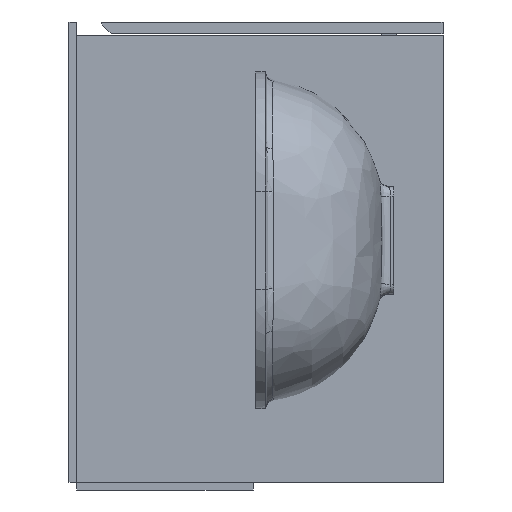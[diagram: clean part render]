
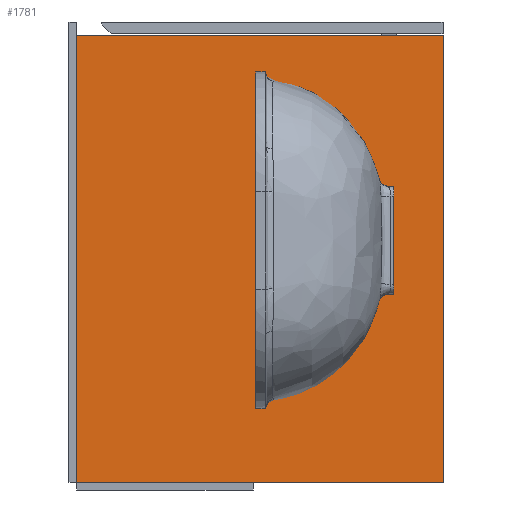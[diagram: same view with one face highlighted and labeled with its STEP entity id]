
A CAD part, left-side view. The second image highlights one B-rep face of the part: STEP entity #1781.
In plain terms, the highlighted planar face has unit normal (-1, 0, 0).
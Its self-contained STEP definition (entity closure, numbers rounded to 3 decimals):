
#232 = CARTESIAN_POINT ( 'NONE',  ( 2., 830.396, -470. ) ) ;
#1781 = ADVANCED_FACE ( 'NONE', ( #11554 ), #20618, .F. ) ;
#2793 = VECTOR ( 'NONE', #18029, 1000. ) ;
#2889 = LINE ( 'NONE', #11964, #15789 ) ;
#3348 = CARTESIAN_POINT ( 'NONE',  ( 2., 830.396, -14. ) ) ;
#3818 = CARTESIAN_POINT ( 'NONE',  ( 2., 374., -14. ) ) ;
#6758 = CARTESIAN_POINT ( 'NONE',  ( 2., 374., -470. ) ) ;
#7800 = CARTESIAN_POINT ( 'NONE',  ( 2., 0., -470. ) ) ;
#7984 = VECTOR ( 'NONE', #16874, 1000. ) ;
#8955 = CARTESIAN_POINT ( 'NONE',  ( 2., 830.396, -470. ) ) ;
#9313 = DIRECTION ( 'NONE',  ( 1., 0., 0. ) ) ;
#9647 = EDGE_CURVE ( 'NONE', #10089, #19742, #28168, .T. ) ;
#10089 = VERTEX_POINT ( 'NONE', #11639 ) ;
#11453 = EDGE_CURVE ( 'NONE', #18658, #10089, #29324, .T. ) ;
#11554 = FACE_OUTER_BOUND ( 'NONE', #17174, .T. ) ;
#11639 = CARTESIAN_POINT ( 'NONE',  ( 2., 0., -470. ) ) ;
#11964 = CARTESIAN_POINT ( 'NONE',  ( 2., 374., -470. ) ) ;
#12428 = DIRECTION ( 'NONE',  ( 0., -1., 0. ) ) ;
#14211 = VERTEX_POINT ( 'NONE', #3818 ) ;
#15186 = ORIENTED_EDGE ( 'NONE', *, *, #25953, .F. ) ;
#15789 = VECTOR ( 'NONE', #21028, 1000. ) ;
#16274 = CARTESIAN_POINT ( 'NONE',  ( 2., 0., -14. ) ) ;
#16363 = EDGE_CURVE ( 'NONE', #14211, #19742, #23714, .T. ) ;
#16874 = DIRECTION ( 'NONE',  ( 0., 0., 1. ) ) ;
#17174 = EDGE_LOOP ( 'NONE', ( #15186, #25523, #27795, #22052 ) ) ;
#18029 = DIRECTION ( 'NONE',  ( 0., -1., 0. ) ) ;
#18390 = DIRECTION ( 'NONE',  ( 0., 0., -1. ) ) ;
#18658 = VERTEX_POINT ( 'NONE', #6758 ) ;
#19742 = VERTEX_POINT ( 'NONE', #16274 ) ;
#20618 = PLANE ( 'NONE',  #21936 ) ;
#21028 = DIRECTION ( 'NONE',  ( 0., 0., 1. ) ) ;
#21936 = AXIS2_PLACEMENT_3D ( 'NONE', #232, #9313, #18390 ) ;
#22052 = ORIENTED_EDGE ( 'NONE', *, *, #16363, .F. ) ;
#23714 = LINE ( 'NONE', #3348, #24659 ) ;
#24659 = VECTOR ( 'NONE', #12428, 1000. ) ;
#25523 = ORIENTED_EDGE ( 'NONE', *, *, #11453, .T. ) ;
#25953 = EDGE_CURVE ( 'NONE', #18658, #14211, #2889, .T. ) ;
#27795 = ORIENTED_EDGE ( 'NONE', *, *, #9647, .T. ) ;
#28168 = LINE ( 'NONE', #7800, #7984 ) ;
#29324 = LINE ( 'NONE', #8955, #2793 ) ;
